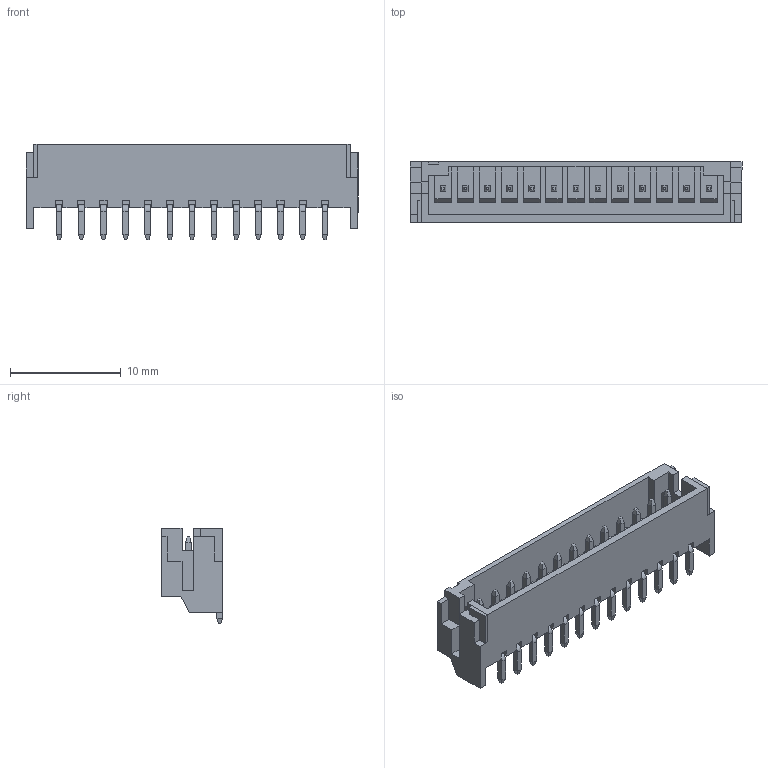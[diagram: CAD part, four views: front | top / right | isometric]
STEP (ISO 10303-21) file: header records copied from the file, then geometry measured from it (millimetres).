
FILE_DESCRIPTION (( 'STEP AP203' ), '1' );
FILE_NAME ('140-513-417-060.STEP', '2020-03-31T20:25:01', ( '' ), ( '' ), 'SwSTEP 2.0', 'SolidWorks 2016', '' );
FILE_SCHEMA (( 'CONFIG_CONTROL_DESIGN' ));
Length unit declared in the file: millimetre
Products named in the file (4): RA SMT Pad; 140-513-417-060; RA SMT Contact; RA SMT Housing_513
Assembly tree (16 placements, depth 2):
  140-513-417-060
    RA SMT Housing_513
    RA SMT Contact  x13
    RA SMT Pad  x2
Bounding box: 30 x 5.5 x 8.65 mm (x, y, z)
Volume: 397.2 mm3; surface area: 1514.8 mm2
Topology: 16 solids, 16 shells, 678 faces, 1636 edges, 986 vertices
Faces by surface type: plane 626, cylinder 52
Entity records: 10918 total; most frequent: CARTESIAN_POINT 1829, ORIENTED_EDGE 1808, DIRECTION 1574, EDGE_CURVE 904, LINE 896, VECTOR 896, VERTEX_POINT 594, AXIS2_PLACEMENT_3D 339
